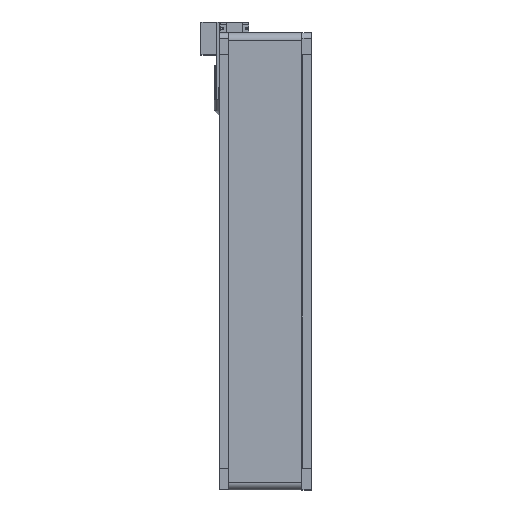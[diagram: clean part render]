
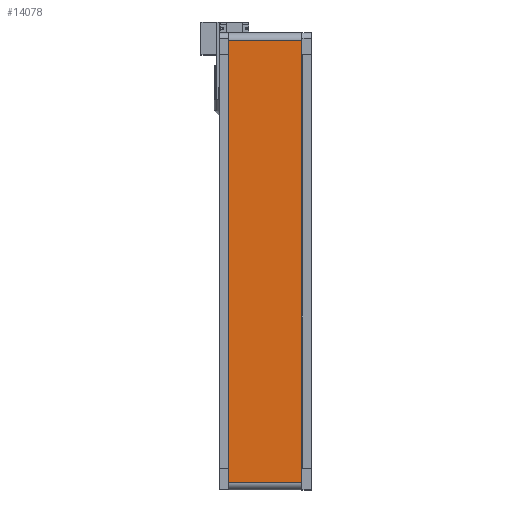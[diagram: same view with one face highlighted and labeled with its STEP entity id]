
A CAD part, top view. The second image highlights one B-rep face of the part: STEP entity #14078.
In plain terms, the highlighted planar face has unit normal (0, 0, 1).
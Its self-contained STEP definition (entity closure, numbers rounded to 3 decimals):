
#4672=ORIENTED_EDGE('',*,*,#6671,.F.);
#4673=ORIENTED_EDGE('',*,*,#6670,.F.);
#4674=ORIENTED_EDGE('',*,*,#6672,.T.);
#4675=ORIENTED_EDGE('',*,*,#6673,.T.);
#6670=EDGE_CURVE('',#8015,#8013,#9541,.T.);
#6671=EDGE_CURVE('',#8013,#8016,#9542,.T.);
#6672=EDGE_CURVE('',#8015,#8017,#9543,.T.);
#6673=EDGE_CURVE('',#8017,#8016,#9544,.T.);
#8013=VERTEX_POINT('',#28581);
#8015=VERTEX_POINT('',#28585);
#8016=VERTEX_POINT('',#28589);
#8017=VERTEX_POINT('',#28591);
#9541=LINE('',#28586,#11069);
#9542=LINE('',#28588,#11070);
#9543=LINE('',#28590,#11071);
#9544=LINE('',#28592,#11072);
#11069=VECTOR('',#23612,1000.);
#11070=VECTOR('',#23615,1000.);
#11071=VECTOR('',#23616,1000.);
#11072=VECTOR('',#23617,1000.);
#11907=EDGE_LOOP('',(#4672,#4673,#4674,#4675));
#12745=FACE_BOUND('',#11907,.T.);
#13330=PLANE('',#19721);
#14078=ADVANCED_FACE('',(#12745),#13330,.T.);
#19721=AXIS2_PLACEMENT_3D('',#28587,#23613,#23614);
#23612=DIRECTION('',(-1.,0.,0.));
#23613=DIRECTION('',(0.,0.,1.));
#23614=DIRECTION('',(0.,-1.,0.));
#23615=DIRECTION('',(0.,1.,0.));
#23616=DIRECTION('',(0.,1.,0.));
#23617=DIRECTION('',(-1.,0.,0.));
#28581=CARTESIAN_POINT('',(-100.,0.,20.));
#28585=CARTESIAN_POINT('',(100.,0.,20.));
#28586=CARTESIAN_POINT('',(100.,0.,20.));
#28587=CARTESIAN_POINT('',(100.,0.,20.));
#28588=CARTESIAN_POINT('',(-100.,0.,20.));
#28589=CARTESIAN_POINT('',(-100.,1210.,20.));
#28590=CARTESIAN_POINT('',(100.,0.,20.));
#28591=CARTESIAN_POINT('',(100.,1210.,20.));
#28592=CARTESIAN_POINT('',(100.,1210.,20.));
